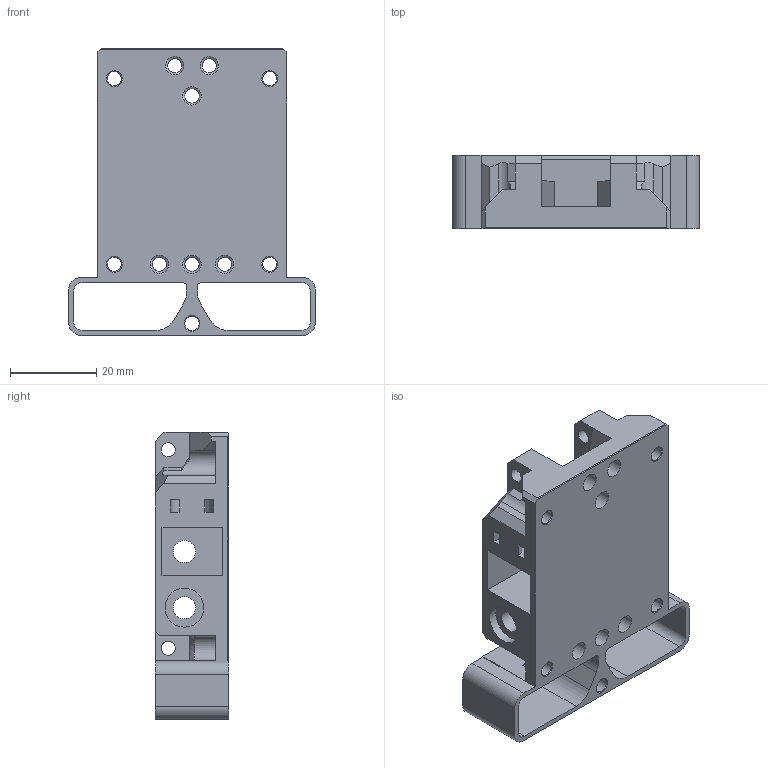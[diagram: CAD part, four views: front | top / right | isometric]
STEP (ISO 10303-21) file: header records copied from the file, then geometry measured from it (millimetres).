
FILE_DESCRIPTION(/* description */ (''),/* implementation_level */ '2;1');
FILE_NAME(/* name */ 'BLV MGN Cube EVA 3 Test_Core.Insert.CoreXY v1 v2 back.step',/* time_stamp */ '2022-07-10T11:47:42+02:00',/* author */ (''),/* organization */ (''),/* preprocessor_version */ 'ST-DEVELOPER v18.1',/* originating_system */ 'Autodesk Translation Framework v10.14.0.1471',/* authorisation */ '');
FILE_SCHEMA (('AUTOMOTIVE_DESIGN { 1 0 10303 214 3 1 1 }'));
Length unit declared in the file: millimetre
Products named in the file (3): BLV MGN Cube EVA 3 Test_Core.Insert.CoreXY v1; Back CoreXY FI <1>(Mirror); back_core_xy_fi (1)
Assembly tree (2 placements, depth 3):
  BLV MGN Cube EVA 3 Test_Core.Insert.CoreXY v1
    Back CoreXY FI <1>(Mirror)
      back_core_xy_fi (1)
Bounding box: 57.2 x 17 x 66.5 mm (x, y, z)
Volume: 23527.8 mm3; surface area: 17874.4 mm2
Topology: 1 solids, 1 shells, 180 faces, 499 edges, 323 vertices
Faces by surface type: plane 109, cylinder 56, cone 15
Full cylindrical faces by diameter (mm): 3.3 x22, 4.25 x8, 5.2 x2, 9 x2
Entity records: 5900 total; most frequent: CARTESIAN_POINT 1015, DIRECTION 1006, ORIENTED_EDGE 998, EDGE_CURVE 499, LINE 354, VECTOR 354, AXIS2_PLACEMENT_3D 326, VERTEX_POINT 323
